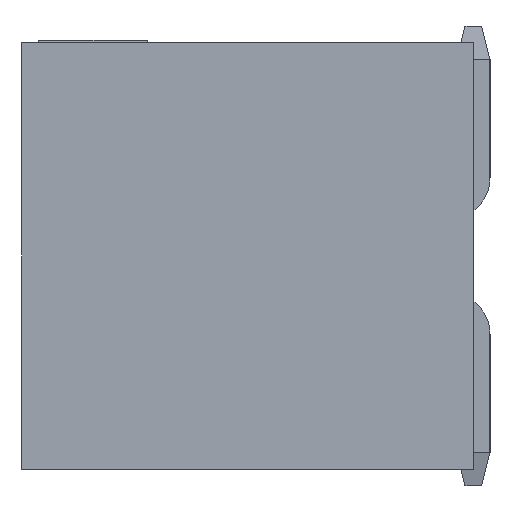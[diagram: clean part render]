
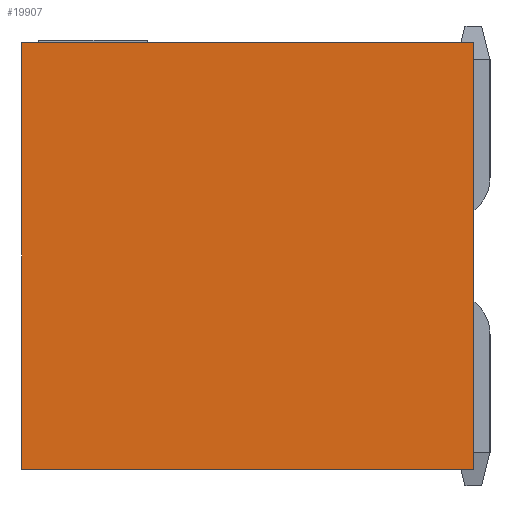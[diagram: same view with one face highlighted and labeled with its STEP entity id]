
A CAD part, left-side view. The second image highlights one B-rep face of the part: STEP entity #19907.
In plain terms, the highlighted planar face has unit normal (-1, 0, 0).
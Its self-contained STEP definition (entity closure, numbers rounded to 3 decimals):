
#165 = VECTOR ( 'NONE', #10923, 1000. ) ;
#1575 = LINE ( 'NONE', #7192, #165 ) ;
#2913 = ORIENTED_EDGE ( 'NONE', *, *, #20320, .F. ) ;
#3690 = EDGE_LOOP ( 'NONE', ( #2913, #12679, #12016, #10937 ) ) ;
#3931 = DIRECTION ( 'NONE',  ( 0., 1., 0. ) ) ;
#4007 = CARTESIAN_POINT ( 'NONE',  ( -15.85, 2.7, 2.55 ) ) ;
#4193 = CARTESIAN_POINT ( 'NONE',  ( -15.85, 0., 2.55 ) ) ;
#4519 = DIRECTION ( 'NONE',  ( 0., 0., -1. ) ) ;
#4699 = VERTEX_POINT ( 'NONE', #4193 ) ;
#5114 = VERTEX_POINT ( 'NONE', #20203 ) ;
#6983 = CARTESIAN_POINT ( 'NONE',  ( -15.85, 5.4, -2.55 ) ) ;
#7192 = CARTESIAN_POINT ( 'NONE',  ( -15.85, 5.4, 0. ) ) ;
#7686 = VECTOR ( 'NONE', #20692, 1000. ) ;
#8019 = LINE ( 'NONE', #20617, #18591 ) ;
#8166 = VERTEX_POINT ( 'NONE', #13033 ) ;
#10141 = CARTESIAN_POINT ( 'NONE',  ( -15.85, 2.7, -2.55 ) ) ;
#10923 = DIRECTION ( 'NONE',  ( 0., 0., -1. ) ) ;
#10937 = ORIENTED_EDGE ( 'NONE', *, *, #12091, .T. ) ;
#12016 = ORIENTED_EDGE ( 'NONE', *, *, #18544, .T. ) ;
#12091 = EDGE_CURVE ( 'NONE', #8166, #18312, #1575, .T. ) ;
#12169 = FACE_OUTER_BOUND ( 'NONE', #3690, .T. ) ;
#12679 = ORIENTED_EDGE ( 'NONE', *, *, #21976, .F. ) ;
#13033 = CARTESIAN_POINT ( 'NONE',  ( -15.85, 5.4, 2.55 ) ) ;
#15977 = PLANE ( 'NONE',  #16948 ) ;
#16868 = LINE ( 'NONE', #10141, #7686 ) ;
#16948 = AXIS2_PLACEMENT_3D ( 'NONE', #23033, #19679, #19450 ) ;
#18312 = VERTEX_POINT ( 'NONE', #6983 ) ;
#18544 = EDGE_CURVE ( 'NONE', #4699, #8166, #19437, .T. ) ;
#18591 = VECTOR ( 'NONE', #4519, 1000. ) ;
#19437 = LINE ( 'NONE', #4007, #22241 ) ;
#19450 = DIRECTION ( 'NONE',  ( 0., 0., 1. ) ) ;
#19679 = DIRECTION ( 'NONE',  ( -1., 0., 0. ) ) ;
#19907 = ADVANCED_FACE ( 'NONE', ( #12169 ), #15977, .T. ) ;
#20203 = CARTESIAN_POINT ( 'NONE',  ( -15.85, 0., -2.55 ) ) ;
#20320 = EDGE_CURVE ( 'NONE', #5114, #18312, #16868, .T. ) ;
#20617 = CARTESIAN_POINT ( 'NONE',  ( -15.85, 0., 0. ) ) ;
#20692 = DIRECTION ( 'NONE',  ( 0., 1., 0. ) ) ;
#21976 = EDGE_CURVE ( 'NONE', #4699, #5114, #8019, .T. ) ;
#22241 = VECTOR ( 'NONE', #3931, 1000. ) ;
#23033 = CARTESIAN_POINT ( 'NONE',  ( -15.85, 0., -2.55 ) ) ;
